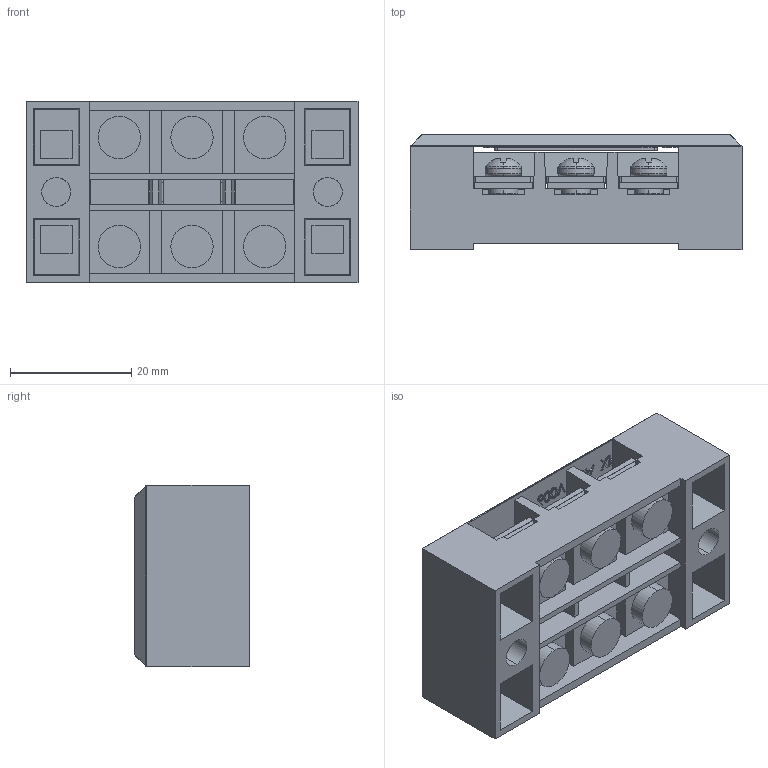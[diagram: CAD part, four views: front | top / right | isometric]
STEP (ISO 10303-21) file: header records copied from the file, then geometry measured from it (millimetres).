
FILE_DESCRIPTION (( 'STEP AP214' ), '1' );
FILE_NAME ('WEIDU TB25XX, 3.STEP', '2019-08-17T01:41:53', ( '' ), ( '' ), 'SwSTEP 2.0', 'SolidWorks 2018', '' );
FILE_SCHEMA (( 'AUTOMOTIVE_DESIGN' ));
Length unit declared in the file: millimetre
Products named in the file (6): BLOCK, WEIDU TB25XX_3; WEIDU TB25XX, 3; PBHS, M4X8, WEIDU TB25XX_default; COVER, WEIDU TB25XX_3; TERMINAL PLATE, WEIDU TB25XX; CONDUCTING STRIP, WEIDU TB25XX
Assembly tree (17 placements, depth 2):
  WEIDU TB25XX, 3
    BLOCK, WEIDU TB25XX_3
    CONDUCTING STRIP, WEIDU TB25XX  x3
    TERMINAL PLATE, WEIDU TB25XX  x6
    COVER, WEIDU TB25XX_3
    PBHS, M4X8, WEIDU TB25XX_default  x6
Bounding box: 54.8 x 19 x 30 mm (x, y, z)
Volume: 16144 mm3; surface area: 20641.8 mm2
Topology: 17 solids, 17 shells, 968 faces, 2493 edges, 1592 vertices
Faces by surface type: plane 531, cylinder 156, bspline 135, cone 60, torus 48, sphere 38
Entity records: 27937 total; most frequent: CARTESIAN_POINT 11505, ORIENTED_EDGE 3524, DIRECTION 2959, EDGE_CURVE 1762, VECTOR 1161, LINE 1161, VERTEX_POINT 1129, AXIS2_PLACEMENT_3D 899
